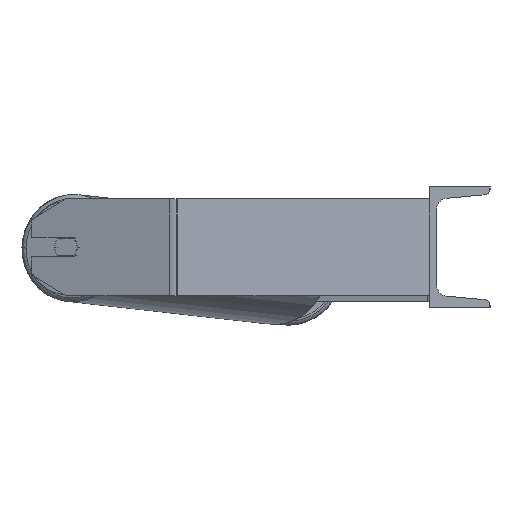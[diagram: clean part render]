
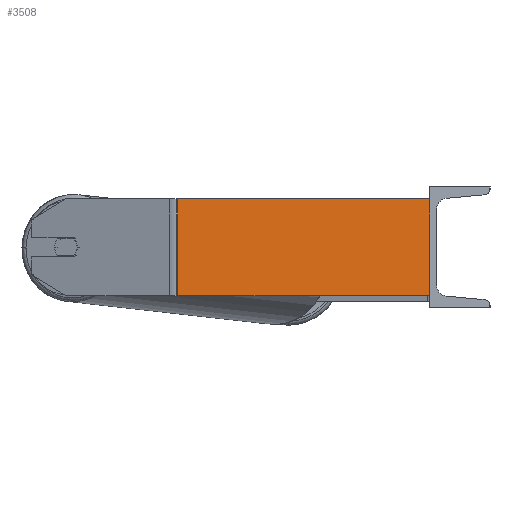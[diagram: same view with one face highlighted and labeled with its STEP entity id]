
A CAD part, left-side view. The second image highlights one B-rep face of the part: STEP entity #3508.
In plain terms, the highlighted planar face has unit normal (-0.996, -0.087, 0).
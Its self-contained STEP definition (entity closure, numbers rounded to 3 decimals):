
#498 = DIRECTION ( 'NONE',  ( -0.087, 0.996, 0. ) ) ;
#1094 = VECTOR ( 'NONE', #9096, 1000. ) ;
#1161 = ORIENTED_EDGE ( 'NONE', *, *, #7059, .T. ) ;
#1603 = CARTESIAN_POINT ( 'NONE',  ( -803.23, 208.372, -40. ) ) ;
#1870 = CARTESIAN_POINT ( 'NONE',  ( -785., 0., -40. ) ) ;
#1891 = EDGE_CURVE ( 'NONE', #2256, #5200, #7942, .T. ) ;
#1926 = PLANE ( 'NONE',  #5834 ) ;
#2046 = ORIENTED_EDGE ( 'NONE', *, *, #1891, .F. ) ;
#2256 = VERTEX_POINT ( 'NONE', #5501 ) ;
#2342 = VECTOR ( 'NONE', #4894, 1000. ) ;
#2615 = DIRECTION ( 'NONE',  ( 0., 0., -1. ) ) ;
#3242 = EDGE_LOOP ( 'NONE', ( #1161, #5112, #2046, #5661 ) ) ;
#3355 = DIRECTION ( 'NONE',  ( 0.996, 0.087, 0. ) ) ;
#3383 = VECTOR ( 'NONE', #2615, 1000. ) ;
#3508 = ADVANCED_FACE ( 'NONE', ( #8401 ), #1926, .F. ) ;
#3558 = EDGE_CURVE ( 'NONE', #5200, #5133, #6279, .T. ) ;
#3594 = CARTESIAN_POINT ( 'NONE',  ( -803.539, 211.905, 40. ) ) ;
#4852 = LINE ( 'NONE', #6836, #2342 ) ;
#4894 = DIRECTION ( 'NONE',  ( 0.087, -0.996, 0. ) ) ;
#4953 = DIRECTION ( 'NONE',  ( 0.087, -0.996, 0. ) ) ;
#5112 = ORIENTED_EDGE ( 'NONE', *, *, #3558, .F. ) ;
#5133 = VERTEX_POINT ( 'NONE', #1870 ) ;
#5200 = VERTEX_POINT ( 'NONE', #7777 ) ;
#5501 = CARTESIAN_POINT ( 'NONE',  ( -803.23, 208.372, 40. ) ) ;
#5661 = ORIENTED_EDGE ( 'NONE', *, *, #7033, .T. ) ;
#5834 = AXIS2_PLACEMENT_3D ( 'NONE', #6839, #3355, #498 ) ;
#6279 = LINE ( 'NONE', #7712, #1094 ) ;
#6836 = CARTESIAN_POINT ( 'NONE',  ( -803.539, 211.905, -40. ) ) ;
#6839 = CARTESIAN_POINT ( 'NONE',  ( -803.539, 211.905, 40. ) ) ;
#7028 = CARTESIAN_POINT ( 'NONE',  ( -803.23, 208.372, 40. ) ) ;
#7033 = EDGE_CURVE ( 'NONE', #2256, #8767, #9042, .T. ) ;
#7059 = EDGE_CURVE ( 'NONE', #8767, #5133, #4852, .T. ) ;
#7712 = CARTESIAN_POINT ( 'NONE',  ( -785., 0., 40. ) ) ;
#7777 = CARTESIAN_POINT ( 'NONE',  ( -785., 0., 40. ) ) ;
#7942 = LINE ( 'NONE', #3594, #8467 ) ;
#8401 = FACE_OUTER_BOUND ( 'NONE', #3242, .T. ) ;
#8467 = VECTOR ( 'NONE', #4953, 1000. ) ;
#8767 = VERTEX_POINT ( 'NONE', #1603 ) ;
#9042 = LINE ( 'NONE', #7028, #3383 ) ;
#9096 = DIRECTION ( 'NONE',  ( 0., 0., -1. ) ) ;
